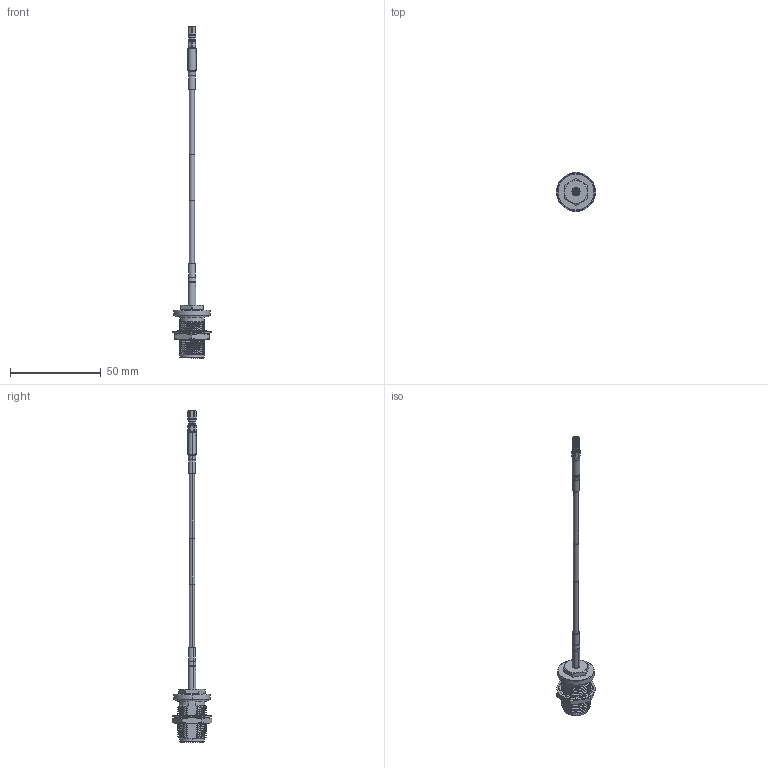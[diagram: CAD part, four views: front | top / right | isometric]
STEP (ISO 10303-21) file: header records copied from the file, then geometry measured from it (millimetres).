
FILE_DESCRIPTION (( 'STEP AP214' ), '1' );
FILE_NAME ('FMCA3218_3D.step', '2023-05-03T18:54:34', ( '' ), ( '' ), 'SwSTEP 2.0', 'SolidWorks 2022', '' );
FILE_SCHEMA (( 'AUTOMOTIVE_DESIGN' ));
Length unit declared in the file: inch
Products named in the file (5): FMCN1603; LMR-100A-FR-FM_5 INCH; FMCA3218_3D; PE45209 ¦ SC8860; CA-100-MA1_.9" LENGTH
Assembly tree (5 placements, depth 2):
  FMCA3218_3D
    LMR-100A-FR-FM_5 INCH
    PE45209 ¦ SC8860
    FMCN1603
    CA-100-MA1_.9" LENGTH  x2
Bounding box: 21.59 x 22 x 183.37 mm (x, y, z)
Volume: 7392.3 mm3; surface area: 8699.1 mm2
Topology: 13 solids, 13 shells, 614 faces, 1601 edges, 1035 vertices
Faces by surface type: cylinder 209, bspline 168, plane 117, cone 102, torus 18
Entity records: 95697 total; most frequent: CARTESIAN_POINT 82407, ORIENTED_EDGE 3114, DIRECTION 2138, EDGE_CURVE 1557, VERTEX_POINT 1011, AXIS2_PLACEMENT_3D 806, EDGE_LOOP 632, ADVANCED_FACE 592
